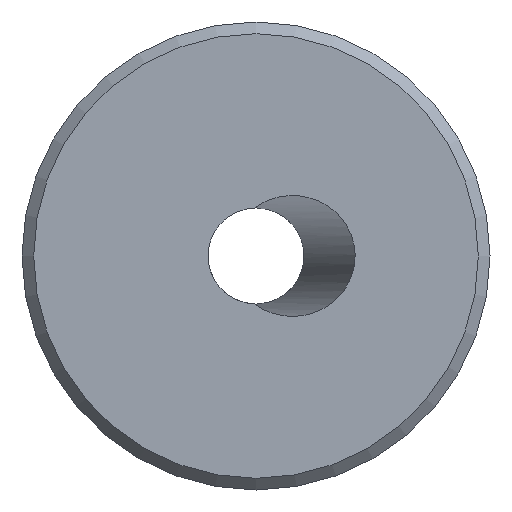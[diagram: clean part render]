
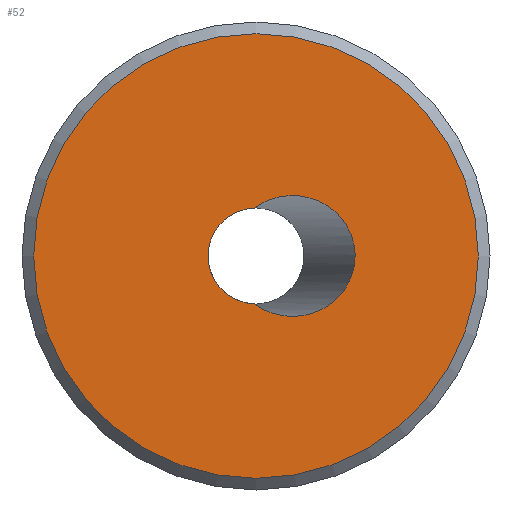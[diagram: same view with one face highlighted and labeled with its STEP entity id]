
A CAD part, left-side view. The second image highlights one B-rep face of the part: STEP entity #52.
In plain terms, the highlighted planar face has unit normal (-1, 0, 0).
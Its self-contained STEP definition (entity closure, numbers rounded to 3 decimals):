
#52 = ADVANCED_FACE( '', ( #108, #109 ), #110, .T. );
#108 = FACE_BOUND( '', #161, .T. );
#109 = FACE_OUTER_BOUND( '', #162, .T. );
#110 = PLANE( '', #163 );
#161 = EDGE_LOOP( '', ( #228, #229 ) );
#162 = EDGE_LOOP( '', ( #230 ) );
#163 = AXIS2_PLACEMENT_3D( '', #231, #232, #233 );
#228 = ORIENTED_EDGE( '', *, *, #273, .T. );
#229 = ORIENTED_EDGE( '', *, *, #267, .T. );
#230 = ORIENTED_EDGE( '', *, *, #256, .F. );
#231 = CARTESIAN_POINT( '', ( 0., 11.4, 0. ) );
#232 = DIRECTION( '', ( -1., 0., 0. ) );
#233 = DIRECTION( '', ( 0., 0., 1. ) );
#256 = EDGE_CURVE( '', #284, #284, #285, .T. );
#267 = EDGE_CURVE( '', #302, #303, #304, .T. );
#273 = EDGE_CURVE( '', #303, #302, #311, .F. );
#284 = VERTEX_POINT( '', #322 );
#285 = CIRCLE( '', #323, 11.4 );
#302 = VERTEX_POINT( '', #340 );
#303 = VERTEX_POINT( '', #341 );
#304 = CIRCLE( '', #342, 2.459 );
#311 = ELLIPSE( '', #423, 3.209, 3.1 );
#322 = CARTESIAN_POINT( '', ( 0., 0., -11.4 ) );
#323 = AXIS2_PLACEMENT_3D( '', #434, #435, #436 );
#340 = CARTESIAN_POINT( '', ( 0., 0.081, -2.457 ) );
#341 = CARTESIAN_POINT( '', ( 0., 0.081, 2.457 ) );
#342 = AXIS2_PLACEMENT_3D( '', #455, #456, #457 );
#423 = AXIS2_PLACEMENT_3D( '', #461, #462, #463 );
#434 = CARTESIAN_POINT( '', ( 0., 0., 0. ) );
#435 = DIRECTION( '', ( 1., 0., 0. ) );
#436 = DIRECTION( '', ( 0., 0., -1. ) );
#455 = CARTESIAN_POINT( '', ( 0., 0., 0. ) );
#456 = DIRECTION( '', ( 1., 0., 0. ) );
#457 = DIRECTION( '', ( 0., 0., -1. ) );
#461 = CARTESIAN_POINT( '', ( 0., -1.876, 0. ) );
#462 = DIRECTION( '', ( -1., 0., 0. ) );
#463 = DIRECTION( '', ( 0., 1., 0. ) );
